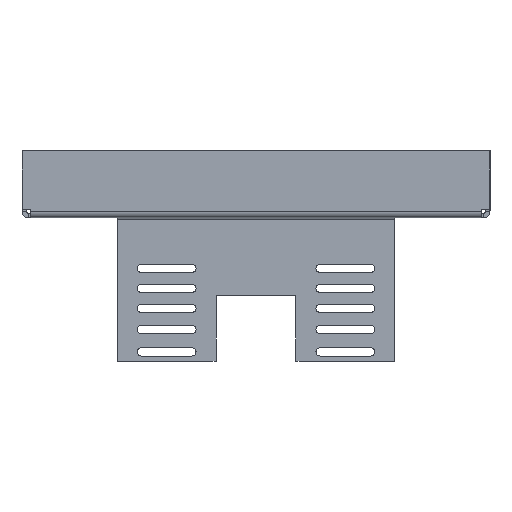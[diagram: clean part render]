
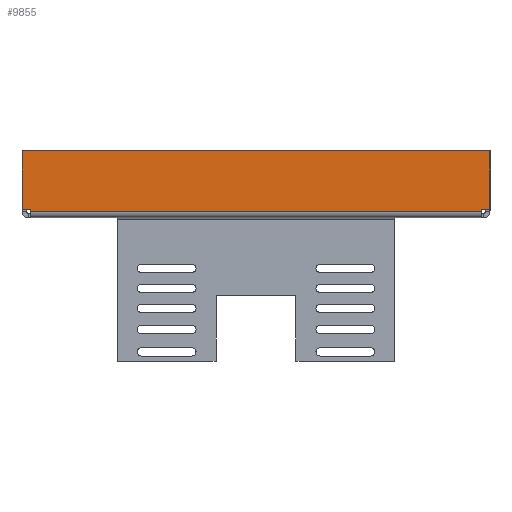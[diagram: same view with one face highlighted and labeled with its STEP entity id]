
A CAD part, left-side view. The second image highlights one B-rep face of the part: STEP entity #9855.
In plain terms, the highlighted planar face has unit normal (-1, 0, 0).
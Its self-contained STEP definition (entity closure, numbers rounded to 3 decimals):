
#230 = VECTOR ( 'NONE', #19828, 1000. ) ;
#563 = CARTESIAN_POINT ( 'NONE',  ( -99.5, 95.9, -25.9 ) ) ;
#749 = LINE ( 'NONE', #4971, #9122 ) ;
#787 = LINE ( 'NONE', #9812, #14749 ) ;
#1320 = CARTESIAN_POINT ( 'NONE',  ( -99.5, -99.5, -28.5 ) ) ;
#1401 = DIRECTION ( 'NONE',  ( 0., 0., -1. ) ) ;
#1492 = EDGE_CURVE ( 'NONE', #3944, #10233, #13410, .T. ) ;
#1940 = AXIS2_PLACEMENT_3D ( 'NONE', #4488, #17459, #14251 ) ;
#2787 = PLANE ( 'NONE',  #1940 ) ;
#2841 = VERTEX_POINT ( 'NONE', #3962 ) ;
#3765 = LINE ( 'NONE', #16596, #10315 ) ;
#3944 = VERTEX_POINT ( 'NONE', #18026 ) ;
#3962 = CARTESIAN_POINT ( 'NONE',  ( -99.5, -99.5, -24.9 ) ) ;
#4235 = CARTESIAN_POINT ( 'NONE',  ( -99.5, 95.9, -24.9 ) ) ;
#4453 = VERTEX_POINT ( 'NONE', #6749 ) ;
#4488 = CARTESIAN_POINT ( 'NONE',  ( -99.5, -99.5, -28.5 ) ) ;
#4817 = ORIENTED_EDGE ( 'NONE', *, *, #12317, .T. ) ;
#4971 = CARTESIAN_POINT ( 'NONE',  ( -99.5, -99.5, -24.9 ) ) ;
#5531 = ORIENTED_EDGE ( 'NONE', *, *, #15262, .F. ) ;
#5602 = EDGE_CURVE ( 'NONE', #6546, #19877, #749, .T. ) ;
#6538 = EDGE_CURVE ( 'NONE', #7669, #4453, #7108, .T. ) ;
#6546 = VERTEX_POINT ( 'NONE', #4235 ) ;
#6749 = CARTESIAN_POINT ( 'NONE',  ( -99.5, -99.5, 0. ) ) ;
#6771 = LINE ( 'NONE', #8897, #11541 ) ;
#6967 = DIRECTION ( 'NONE',  ( 0., 0., 1. ) ) ;
#7105 = VERTEX_POINT ( 'NONE', #12651 ) ;
#7108 = LINE ( 'NONE', #7421, #14181 ) ;
#7311 = ORIENTED_EDGE ( 'NONE', *, *, #1492, .F. ) ;
#7421 = CARTESIAN_POINT ( 'NONE',  ( -99.5, -99.5, 0. ) ) ;
#7669 = VERTEX_POINT ( 'NONE', #19342 ) ;
#7744 = CARTESIAN_POINT ( 'NONE',  ( -99.5, 95.9, -28.5 ) ) ;
#7869 = DIRECTION ( 'NONE',  ( 0., 0., 1. ) ) ;
#8125 = ORIENTED_EDGE ( 'NONE', *, *, #18629, .F. ) ;
#8897 = CARTESIAN_POINT ( 'NONE',  ( -99.5, -95.9, -28.5 ) ) ;
#9122 = VECTOR ( 'NONE', #13190, 1000. ) ;
#9812 = CARTESIAN_POINT ( 'NONE',  ( -99.5, -99.5, -24.9 ) ) ;
#9855 = ADVANCED_FACE ( 'NONE', ( #13283 ), #2787, .T. ) ;
#9988 = CARTESIAN_POINT ( 'NONE',  ( -99.5, 95.9, -25.9 ) ) ;
#10233 = VERTEX_POINT ( 'NONE', #563 ) ;
#10315 = VECTOR ( 'NONE', #6967, 1000. ) ;
#10472 = EDGE_LOOP ( 'NONE', ( #7311, #8125, #5531, #4817, #16443, #11938, #12864, #15407 ) ) ;
#11541 = VECTOR ( 'NONE', #12142, 1000. ) ;
#11938 = ORIENTED_EDGE ( 'NONE', *, *, #17899, .F. ) ;
#12142 = DIRECTION ( 'NONE',  ( 0., 0., -1. ) ) ;
#12317 = EDGE_CURVE ( 'NONE', #2841, #4453, #18674, .T. ) ;
#12651 = CARTESIAN_POINT ( 'NONE',  ( -99.5, -95.9, -24.9 ) ) ;
#12681 = CARTESIAN_POINT ( 'NONE',  ( -99.5, 99.5, -24.9 ) ) ;
#12864 = ORIENTED_EDGE ( 'NONE', *, *, #5602, .F. ) ;
#13190 = DIRECTION ( 'NONE',  ( 0., 1., 0. ) ) ;
#13283 = FACE_OUTER_BOUND ( 'NONE', #10472, .T. ) ;
#13364 = LINE ( 'NONE', #7744, #14372 ) ;
#13410 = LINE ( 'NONE', #9988, #230 ) ;
#13580 = DIRECTION ( 'NONE',  ( 0., 1., 0. ) ) ;
#14064 = DIRECTION ( 'NONE',  ( 0., -1., 0. ) ) ;
#14181 = VECTOR ( 'NONE', #14064, 1000. ) ;
#14251 = DIRECTION ( 'NONE',  ( 0., 0., 1. ) ) ;
#14372 = VECTOR ( 'NONE', #1401, 1000. ) ;
#14749 = VECTOR ( 'NONE', #13580, 1000. ) ;
#15262 = EDGE_CURVE ( 'NONE', #2841, #7105, #787, .T. ) ;
#15407 = ORIENTED_EDGE ( 'NONE', *, *, #18269, .T. ) ;
#16443 = ORIENTED_EDGE ( 'NONE', *, *, #6538, .F. ) ;
#16596 = CARTESIAN_POINT ( 'NONE',  ( -99.5, 99.5, -28.5 ) ) ;
#17459 = DIRECTION ( 'NONE',  ( -1., 0., 0. ) ) ;
#17899 = EDGE_CURVE ( 'NONE', #19877, #7669, #3765, .T. ) ;
#18026 = CARTESIAN_POINT ( 'NONE',  ( -99.5, -95.9, -25.9 ) ) ;
#18269 = EDGE_CURVE ( 'NONE', #6546, #10233, #13364, .T. ) ;
#18629 = EDGE_CURVE ( 'NONE', #7105, #3944, #6771, .T. ) ;
#18674 = LINE ( 'NONE', #1320, #19966 ) ;
#19342 = CARTESIAN_POINT ( 'NONE',  ( -99.5, 99.5, 0. ) ) ;
#19828 = DIRECTION ( 'NONE',  ( 0., 1., 0. ) ) ;
#19877 = VERTEX_POINT ( 'NONE', #12681 ) ;
#19966 = VECTOR ( 'NONE', #7869, 1000. ) ;
